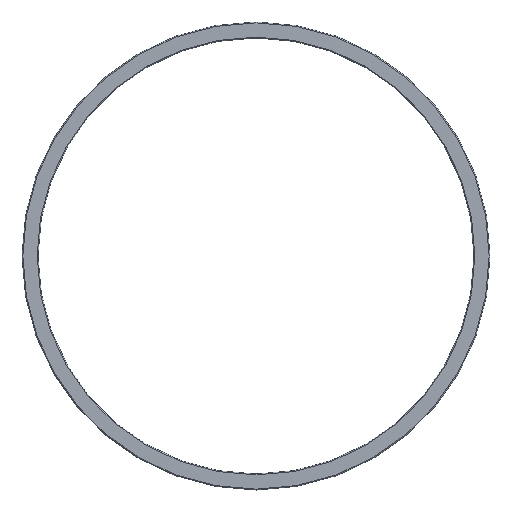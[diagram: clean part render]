
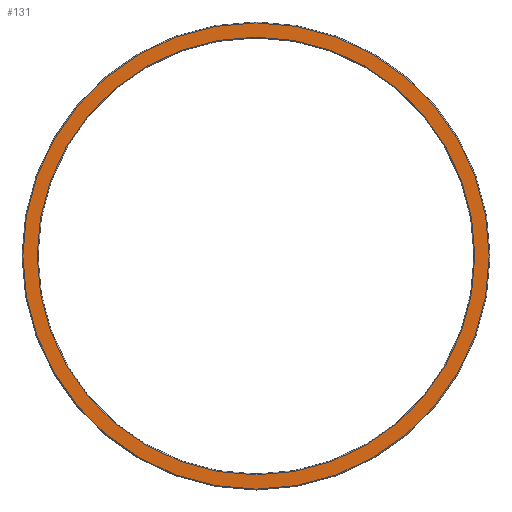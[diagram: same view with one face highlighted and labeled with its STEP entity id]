
A CAD part, top view. The second image highlights one B-rep face of the part: STEP entity #131.
In plain terms, the highlighted planar face has unit normal (0, 0, 1).
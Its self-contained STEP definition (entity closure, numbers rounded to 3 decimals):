
#21=FACE_BOUND('',#40,.T.);
#23=PLANE('',#176);
#30=FACE_OUTER_BOUND('',#39,.T.);
#39=EDGE_LOOP('',(#106));
#40=EDGE_LOOP('',(#107));
#60=CIRCLE('',#175,127.6);
#61=CIRCLE('',#177,135.935);
#68=VERTEX_POINT('',#248);
#69=VERTEX_POINT('',#252);
#80=EDGE_CURVE('',#68,#68,#60,.T.);
#82=EDGE_CURVE('',#69,#69,#61,.T.);
#106=ORIENTED_EDGE('',*,*,#82,.F.);
#107=ORIENTED_EDGE('',*,*,#80,.F.);
#131=ADVANCED_FACE('',(#30,#21),#23,.F.);
#175=AXIS2_PLACEMENT_3D('',#249,#212,#213);
#176=AXIS2_PLACEMENT_3D('',#251,#215,#216);
#177=AXIS2_PLACEMENT_3D('',#253,#217,#218);
#212=DIRECTION('center_axis',(0.,0.,1.));
#213=DIRECTION('ref_axis',(-1.,0.,0.));
#215=DIRECTION('center_axis',(0.,0.,-1.));
#216=DIRECTION('ref_axis',(-1.,0.,0.));
#217=DIRECTION('center_axis',(0.,0.,-1.));
#218=DIRECTION('ref_axis',(-1.,0.,0.));
#248=CARTESIAN_POINT('',(127.6,0.,1.));
#249=CARTESIAN_POINT('Origin',(0.,0.,1.));
#251=CARTESIAN_POINT('Origin',(0.,0.,1.));
#252=CARTESIAN_POINT('',(135.935,0.,1.));
#253=CARTESIAN_POINT('Origin',(0.,0.,1.));
